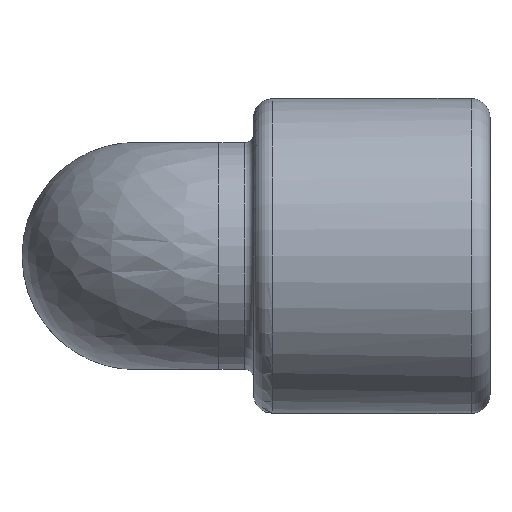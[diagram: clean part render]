
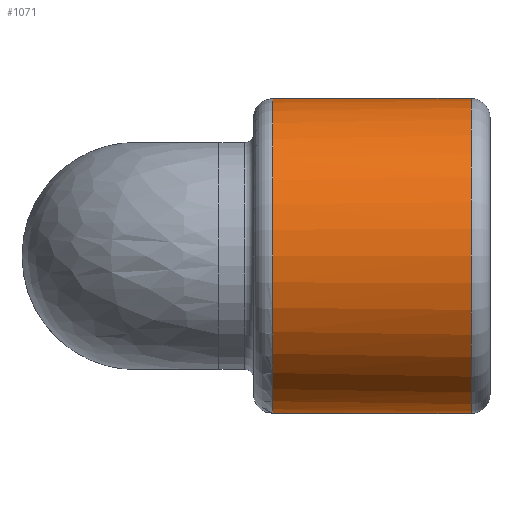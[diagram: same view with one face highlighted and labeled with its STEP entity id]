
A CAD part, left-side view. The second image highlights one B-rep face of the part: STEP entity #1071.
In plain terms, the highlighted cylindrical face has radius 12.7 mm (diameter 25.4 mm), a full revolution.
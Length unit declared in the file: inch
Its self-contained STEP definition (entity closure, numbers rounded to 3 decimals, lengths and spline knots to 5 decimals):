
#721=CARTESIAN_POINT('',(0.49603,-0.38426,0.06291));
#722=VERTEX_POINT('',#721);
#770=CARTESIAN_POINT('',(0.49603,-0.38426,-0.06291));
#771=VERTEX_POINT('',#770);
#789=CARTESIAN_POINT('',(0.49603,-0.38426,0.06291));
#790=CARTESIAN_POINT('',(0.50126,-0.39185,0.02162));
#791=CARTESIAN_POINT('',(0.50126,-0.39185,-0.02162));
#792=CARTESIAN_POINT('',(0.49603,-0.38426,-0.06291));
#793=B_SPLINE_CURVE_WITH_KNOTS('',3,(#789,#790,#791,#792),.UNSPECIFIED.,.F.,.U.,(4,4),(0.0,0.34113),.UNSPECIFIED.);
#794=EDGE_CURVE('',#722,#771,#793,.T.);
#1013=CARTESIAN_POINT('',(0.49603,-0.435,-0.06291));
#1014=VERTEX_POINT('',#1013);
#1015=CARTESIAN_POINT('',(0.49603,-0.38426,-0.06291));
#1016=DIRECTION('',(0.0,-1.0,0.0));
#1017=VECTOR('',#1016,0.05074);
#1018=LINE('',#1015,#1017);
#1019=EDGE_CURVE('',#771,#1014,#1018,.T.);
#1036=CARTESIAN_POINT('',(0.0,-0.75,0.0));
#1037=DIRECTION('',(0.0,1.0,0.0));
#1038=DIRECTION('',(-1.0,0.0,0.0));
#1039=AXIS2_PLACEMENT_3D('',#1036,#1037,#1038);
#1040=CYLINDRICAL_SURFACE('',#1039,0.5);
#1041=CARTESIAN_POINT('',(-0.5,-1.065,0.));
#1042=VERTEX_POINT('',#1041);
#1043=CARTESIAN_POINT('',(0.0,-1.065,0.0));
#1044=DIRECTION('',(0.0,-1.0,0.0));
#1045=DIRECTION('',(1.0,0.0,0.0));
#1046=AXIS2_PLACEMENT_3D('',#1043,#1044,#1045);
#1047=CIRCLE('',#1046,0.5);
#1048=EDGE_CURVE('',#1042,#1042,#1047,.T.);
#1049=ORIENTED_EDGE('',*,*,#1048,.F.);
#1050=EDGE_LOOP('',(#1049));
#1051=FACE_OUTER_BOUND('',#1050,.T.);
#1052=ORIENTED_EDGE('',*,*,#794,.F.);
#1053=CARTESIAN_POINT('',(0.49603,-0.435,0.06291));
#1054=VERTEX_POINT('',#1053);
#1055=CARTESIAN_POINT('',(0.49603,-0.435,0.06291));
#1056=DIRECTION('',(0.0,1.0,0.0));
#1057=VECTOR('',#1056,0.05074);
#1058=LINE('',#1055,#1057);
#1059=EDGE_CURVE('',#1054,#722,#1058,.T.);
#1060=ORIENTED_EDGE('',*,*,#1059,.F.);
#1061=CARTESIAN_POINT('',(0.0,-0.435,0.0));
#1062=DIRECTION('',(0.0,1.0,0.0));
#1063=DIRECTION('',(-1.0,0.0,0.0));
#1064=AXIS2_PLACEMENT_3D('',#1061,#1062,#1063);
#1065=CIRCLE('',#1064,0.5);
#1066=EDGE_CURVE('',#1014,#1054,#1065,.T.);
#1067=ORIENTED_EDGE('',*,*,#1066,.F.);
#1068=ORIENTED_EDGE('',*,*,#1019,.F.);
#1069=EDGE_LOOP('',(#1052,#1060,#1067,#1068));
#1070=FACE_BOUND('',#1069,.T.);
#1071=ADVANCED_FACE('',(#1051,#1070),#1040,.T.);
